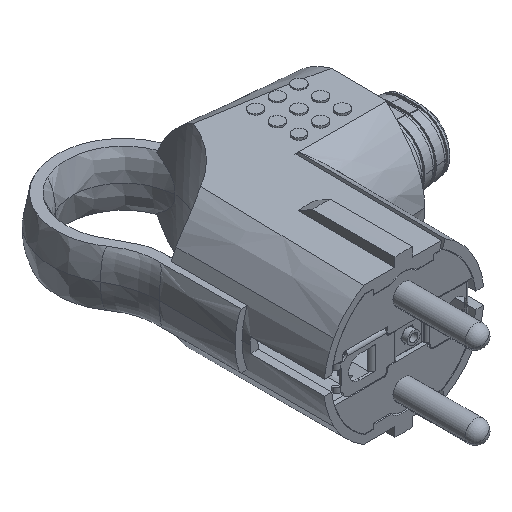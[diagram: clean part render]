
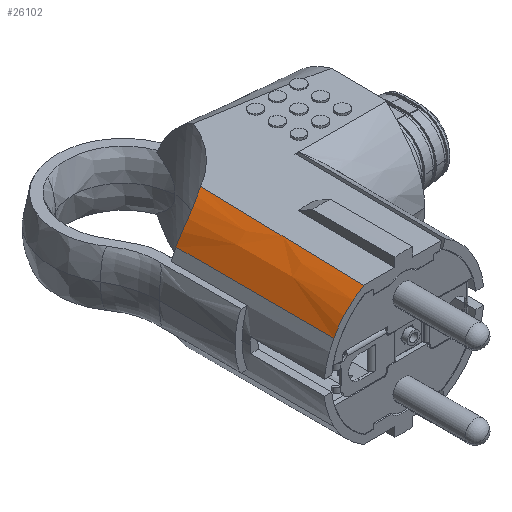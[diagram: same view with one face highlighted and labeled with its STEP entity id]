
A CAD part, isometric view. The second image highlights one B-rep face of the part: STEP entity #26102.
In plain terms, the highlighted face is a extrusion surface.
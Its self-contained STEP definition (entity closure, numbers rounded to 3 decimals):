
#21723=CARTESIAN_POINT('Vertex',(-9.21,0.,15.9)) ;
#21727=CARTESIAN_POINT('Control Point',(-9.21,0.,15.9)) ;
#21728=CARTESIAN_POINT('Control Point',(-10.773,0.,14.995)) ;
#21729=CARTESIAN_POINT('Control Point',(-12.225,0.,13.897)) ;
#21730=CARTESIAN_POINT('Control Point',(-13.534,0.,12.626)) ;
#21731=CARTESIAN_POINT('Control Point',(-14.799,0.,11.051)) ;
#21732=CARTESIAN_POINT('Control Point',(-15.831,0.,9.331)) ;
#21733=CARTESIAN_POINT('Control Point',(-15.932,0.,9.158)) ;
#21734=CARTESIAN_POINT('Control Point',(-16.03,0.,8.985)) ;
#21735=CARTESIAN_POINT('Control Point',(-16.126,0.,8.809)) ;
#21736=CARTESIAN_POINT('Vertex',(-16.126,0.,8.809)) ;
#25338=CARTESIAN_POINT('Control Point',(-8.612,38.253,16.234)) ;
#25339=CARTESIAN_POINT('Control Point',(-8.674,34.389,16.2)) ;
#25340=CARTESIAN_POINT('Control Point',(-8.736,30.524,16.166)) ;
#25341=CARTESIAN_POINT('Control Point',(-8.798,26.66,16.133)) ;
#25342=CARTESIAN_POINT('Control Point',(-8.859,22.796,16.099)) ;
#25343=CARTESIAN_POINT('Control Point',(-8.919,18.931,16.065)) ;
#25344=CARTESIAN_POINT('Vertex',(-8.612,38.253,16.234)) ;
#25346=CARTESIAN_POINT('Vertex',(-8.919,18.931,16.065)) ;
#25350=CARTESIAN_POINT('Control Point',(-8.919,18.931,16.065)) ;
#25351=CARTESIAN_POINT('Control Point',(-8.979,15.145,16.032)) ;
#25352=CARTESIAN_POINT('Control Point',(-9.037,11.359,15.999)) ;
#25353=CARTESIAN_POINT('Control Point',(-9.096,7.572,15.966)) ;
#25354=CARTESIAN_POINT('Control Point',(-9.153,3.786,15.933)) ;
#25355=CARTESIAN_POINT('Control Point',(-9.21,0.,15.9)) ;
#26035=CARTESIAN_POINT('Control Point',(-8.612,0.,16.234)) ;
#26036=CARTESIAN_POINT('Control Point',(-9.083,0.,15.979)) ;
#26037=CARTESIAN_POINT('Control Point',(-9.549,0.,15.714)) ;
#26038=CARTESIAN_POINT('Control Point',(-10.002,0.,15.428)) ;
#26039=CARTESIAN_POINT('Control Point',(-10.889,0.,14.825)) ;
#26040=CARTESIAN_POINT('Control Point',(-11.729,0.,14.159)) ;
#26041=CARTESIAN_POINT('Control Point',(-12.137,0.,13.811)) ;
#26042=CARTESIAN_POINT('Control Point',(-13.322,0.,12.724)) ;
#26043=CARTESIAN_POINT('Control Point',(-14.383,0.,11.511)) ;
#26044=CARTESIAN_POINT('Control Point',(-15.03,0.,10.653)) ;
#26045=CARTESIAN_POINT('Control Point',(-15.612,0.,9.75)) ;
#26046=CARTESIAN_POINT('Control Point',(-16.126,0.,8.809)) ;
#26051=CARTESIAN_POINT('Control Point',(-16.126,36.413,8.809)) ;
#26052=CARTESIAN_POINT('Control Point',(-16.002,36.41,9.036)) ;
#26053=CARTESIAN_POINT('Control Point',(-15.875,36.408,9.26)) ;
#26054=CARTESIAN_POINT('Control Point',(-15.745,36.405,9.479)) ;
#26055=CARTESIAN_POINT('Control Point',(-15.475,36.406,9.917)) ;
#26056=CARTESIAN_POINT('Control Point',(-15.19,36.414,10.344)) ;
#26057=CARTESIAN_POINT('Control Point',(-15.044,36.42,10.556)) ;
#26058=CARTESIAN_POINT('Control Point',(-14.819,36.433,10.869)) ;
#26059=CARTESIAN_POINT('Control Point',(-14.586,36.452,11.176)) ;
#26060=CARTESIAN_POINT('Control Point',(-14.506,36.459,11.28)) ;
#26061=CARTESIAN_POINT('Control Point',(-14.348,36.474,11.482)) ;
#26062=CARTESIAN_POINT('Control Point',(-14.186,36.491,11.68)) ;
#26063=CARTESIAN_POINT('Control Point',(-14.104,36.501,11.779)) ;
#26064=CARTESIAN_POINT('Control Point',(-13.813,36.537,12.124)) ;
#26065=CARTESIAN_POINT('Control Point',(-13.513,36.583,12.458)) ;
#26066=CARTESIAN_POINT('Control Point',(-13.293,36.621,12.693)) ;
#26067=CARTESIAN_POINT('Control Point',(-13.024,36.673,12.967)) ;
#26068=CARTESIAN_POINT('Control Point',(-12.749,36.734,13.233)) ;
#26069=CARTESIAN_POINT('Control Point',(-12.704,36.744,13.276)) ;
#26070=CARTESIAN_POINT('Control Point',(-12.564,36.776,13.409)) ;
#26071=CARTESIAN_POINT('Control Point',(-12.423,36.811,13.54)) ;
#26072=CARTESIAN_POINT('Control Point',(-12.328,36.834,13.626)) ;
#26073=CARTESIAN_POINT('Control Point',(-11.967,36.927,13.95)) ;
#26074=CARTESIAN_POINT('Control Point',(-11.598,37.033,14.259)) ;
#26075=CARTESIAN_POINT('Control Point',(-11.318,37.116,14.482)) ;
#26076=CARTESIAN_POINT('Control Point',(-10.817,37.287,14.862)) ;
#26077=CARTESIAN_POINT('Control Point',(-10.295,37.493,15.224)) ;
#26078=CARTESIAN_POINT('Control Point',(-10.053,37.59,15.385)) ;
#26079=CARTESIAN_POINT('Control Point',(-9.703,37.734,15.608)) ;
#26080=CARTESIAN_POINT('Control Point',(-9.359,37.889,15.813)) ;
#26081=CARTESIAN_POINT('Control Point',(-9.254,37.938,15.875)) ;
#26082=CARTESIAN_POINT('Control Point',(-9.065,38.03,15.984)) ;
#26083=CARTESIAN_POINT('Control Point',(-8.87,38.126,16.093)) ;
#26084=CARTESIAN_POINT('Control Point',(-8.782,38.169,16.141)) ;
#26085=CARTESIAN_POINT('Control Point',(-8.697,38.211,16.188)) ;
#26086=CARTESIAN_POINT('Control Point',(-8.612,38.253,16.234)) ;
#26087=CARTESIAN_POINT('Vertex',(-16.126,36.413,8.809)) ;
#26090=CARTESIAN_POINT('Line Origine',(-16.126,18.547,8.809)) ;
#26047=DIRECTION('Vector Direction',(0.,1.,0.)) ;
#26091=DIRECTION('Vector Direction',(0.,1.,0.)) ;
#26048=VECTOR('Extrusion Surface Vector',#26047,1.) ;
#26092=VECTOR('Line Direction',#26091,1.) ;
#26096=ORIENTED_EDGE('',*,*,#21738,.F.) ;
#26097=ORIENTED_EDGE('',*,*,#25356,.F.) ;
#26098=ORIENTED_EDGE('',*,*,#25348,.F.) ;
#26099=ORIENTED_EDGE('',*,*,#26089,.F.) ;
#26100=ORIENTED_EDGE('',*,*,#26094,.F.) ;
#26102=ADVANCED_FACE('surmoulage',(#26101),#26049,.F.) ;
#21726=B_SPLINE_CURVE_WITH_KNOTS('',5,(#21727,#21728,#21729,#21730,#21731,#21732,#21733,#21734,#21735),.UNSPECIFIED.,.F.,.U.,(6,3,6),(0.,12.772,14.182),.UNSPECIFIED.) ;
#25337=B_SPLINE_CURVE_WITH_KNOTS('',5,(#25338,#25339,#25340,#25341,#25342,#25343),.UNSPECIFIED.,.F.,.U.,(6,6),(0.,27.33),.UNSPECIFIED.) ;
#25349=B_SPLINE_CURVE_WITH_KNOTS('',5,(#25350,#25351,#25352,#25353,#25354,#25355),.UNSPECIFIED.,.F.,.U.,(6,6),(27.33,54.107),.UNSPECIFIED.) ;
#26034=B_SPLINE_CURVE_WITH_KNOTS('',5,(#26035,#26036,#26037,#26038,#26039,#26040,#26041,#26042,#26043,#26044,#26045,#26046),.UNSPECIFIED.,.F.,.U.,(6,3,3,6),(26.691,29.37,32.048,37.405),.UNSPECIFIED.) ;
#26050=B_SPLINE_CURVE_WITH_KNOTS('',5,(#26051,#26052,#26053,#26054,#26055,#26056,#26057,#26058,#26059,#26060,#26061,#26062,#26063,#26064,#26065,#26066,#26067,#26068,#26069,#26070,#26071,#26072,#26073,#26074,#26075,#26076,#26077,#26078,#26079,#26080,#26081,#26082,#26083,#26084,#26085,#26086),.UNSPECIFIED.,.F.,.U.,(6,3,3,3,3,3,3,3,3,3,3,6),(0.,1.789,3.587,4.485,5.386,7.658,8.12,9.038,11.605,13.762,14.727,15.487),.UNSPECIFIED.) ;
#21738=EDGE_CURVE('',#21724,#21737,#21726,.T.) ;
#25348=EDGE_CURVE('',#25345,#25347,#25337,.T.) ;
#25356=EDGE_CURVE('',#25347,#21724,#25349,.T.) ;
#26089=EDGE_CURVE('',#26088,#25345,#26050,.T.) ;
#26094=EDGE_CURVE('',#21737,#26088,#26093,.T.) ;
#26095=EDGE_LOOP('',(#26096,#26097,#26098,#26099,#26100)) ;
#26101=FACE_OUTER_BOUND('',#26095,.T.) ;
#26093=LINE('Line',#26090,#26092) ;
#26049=SURFACE_OF_LINEAR_EXTRUSION('generated tabulated cylinder',#26034,#26048) ;
#21724=VERTEX_POINT('',#21723) ;
#21737=VERTEX_POINT('',#21736) ;
#25345=VERTEX_POINT('',#25344) ;
#25347=VERTEX_POINT('',#25346) ;
#26088=VERTEX_POINT('',#26087) ;
